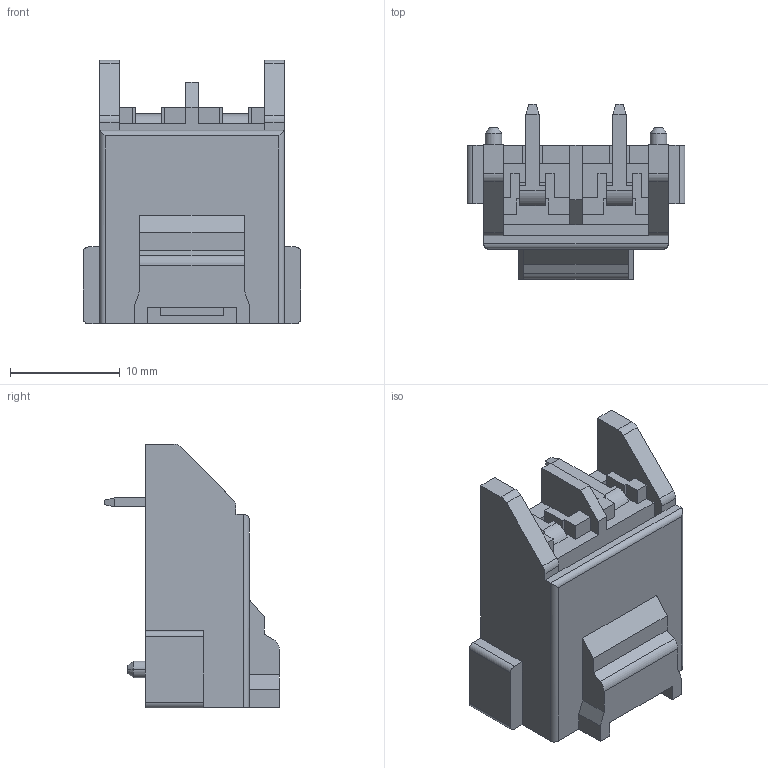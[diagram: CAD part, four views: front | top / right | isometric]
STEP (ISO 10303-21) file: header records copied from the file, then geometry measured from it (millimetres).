
FILE_DESCRIPTION(('CoCreate Modeling STEP Export'),'2;1');
FILE_NAME('DF22R-2P-7.92DS.stp','2010-03-08T19:39:27',(''),(''),'CoCreate Modeling STEP processor for AP214 (Solid Model)','CoCreate Modeling 16.00B 02-Dec-2008 (C) Parametric Technology GmbH','');
FILE_SCHEMA(('AUTOMOTIVE_DESIGN { 1 0 10303 214 1 1 1 1 }'));
Length unit declared in the file: millimetre
Products named in the file (1): DF22R-2P-7.92DS
Bounding box: 19.8 x 15.9 x 24 mm (x, y, z)
Volume: 2021.7 mm3; surface area: 2886.8 mm2
Topology: 1 solids, 1 shells, 179 faces, 489 edges, 318 vertices
Faces by surface type: plane 155, cylinder 20, cone 4
Entity records: 5645 total; most frequent: CARTESIAN_POINT 1103, ORIENTED_EDGE 978, DIRECTION 867, EDGE_CURVE 489, VECTOR 447, LINE 447, VERTEX_POINT 318, AXIS2_PLACEMENT_3D 210
